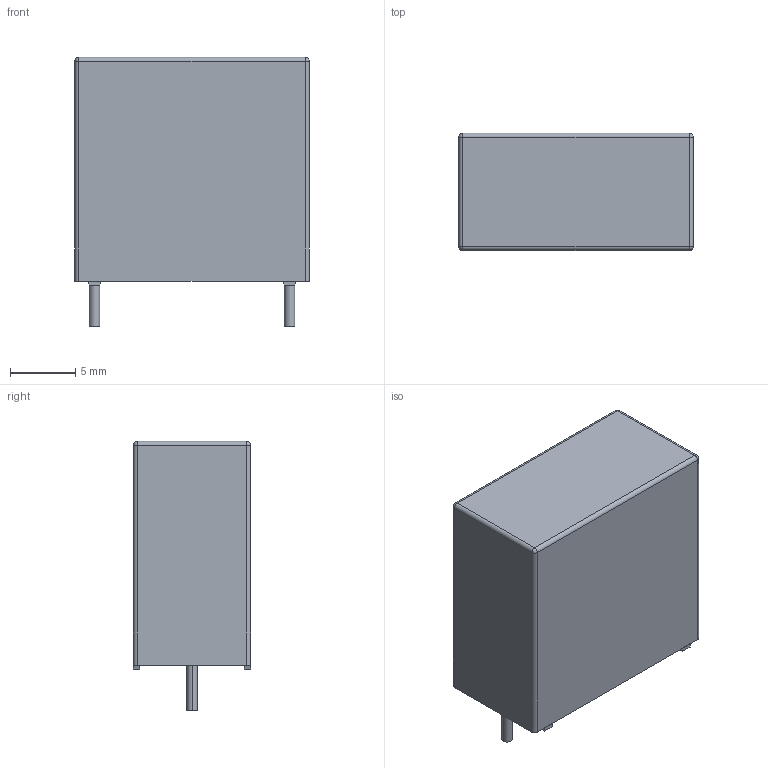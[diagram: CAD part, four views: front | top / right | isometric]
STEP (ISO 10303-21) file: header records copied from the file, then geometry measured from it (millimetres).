
FILE_DESCRIPTION((''),'2;1');
FILE_NAME('CAPR1500-900X1800X1750.stp','2013-12-03T15:09:56',(''),(''),'Mechanical Desktop 2011','Mechanical Desktop 2011',', , ');
FILE_SCHEMA(('AUTOMOTIVE_DESIGN { 1 2 10303 214 1 1 1 1 }'));
Length unit declared in the file: millimetre
Products named in the file (1): Product
Bounding box: 18 x 9 x 20.7 mm (x, y, z)
Volume: 2788.1 mm3; surface area: 1263.5 mm2
Topology: 7 solids, 7 shells, 50 faces, 100 edges, 60 vertices
Faces by surface type: plane 22, bspline 12, cylinder 12, sphere 4
Entity records: 1294 total; most frequent: CARTESIAN_POINT 243, DIRECTION 198, ORIENTED_EDGE 192, EDGE_CURVE 96, VECTOR 72, LINE 72, AXIS2_PLACEMENT_3D 63, VERTEX_POINT 60
